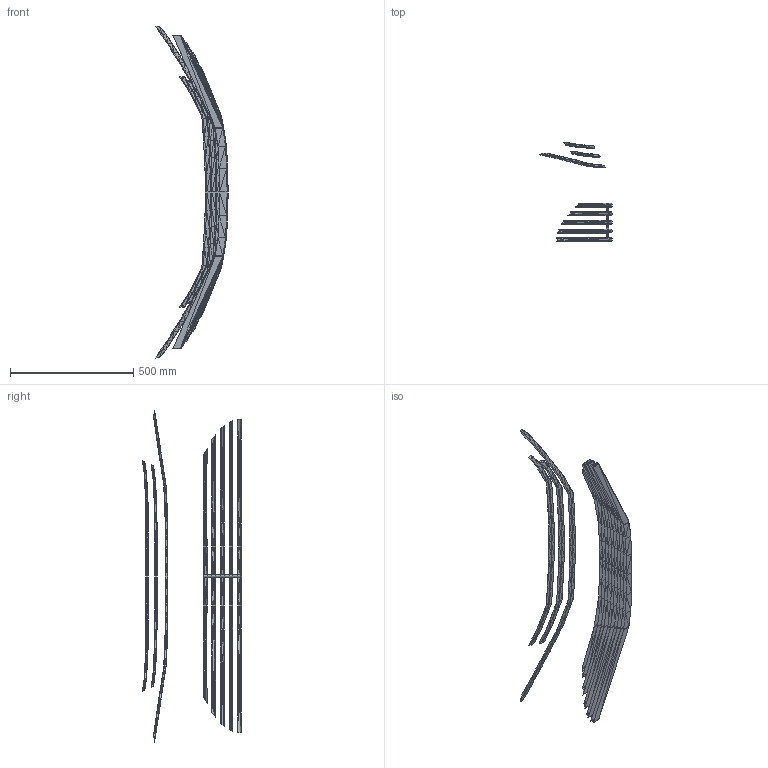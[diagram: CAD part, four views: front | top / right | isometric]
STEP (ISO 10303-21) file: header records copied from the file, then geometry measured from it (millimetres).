
FILE_DESCRIPTION (( 'STEP AP203' ), '1' );
FILE_NAME ('Grill_Default_sldprt.STEP', '2020-01-15T12:28:11', ( '' ), ( '' ), 'SwSTEP 2.0', 'SolidWorks 2017', '' );
FILE_SCHEMA (( 'CONFIG_CONTROL_DESIGN' ));
Length unit declared in the file: millimetre
Products named in the file (1): Grill_Default_sldprt
Bounding box: 293.27 x 401.99 x 1347.86 mm (x, y, z)
Surface area: 621799.3 mm2 (no closed solid volume)
Topology: 0 solids, 9 shells, 1438 faces, 2310 edges, 882 vertices
Faces by surface type: plane 1436, cylinder 2
Entity records: 29229 total; most frequent: DIRECTION 5192, CARTESIAN_POINT 4631, ORIENTED_EDGE 4314, EDGE_CURVE 2310, VECTOR 2306, LINE 2306, AXIS2_PLACEMENT_3D 1443, EDGE_LOOP 1438
